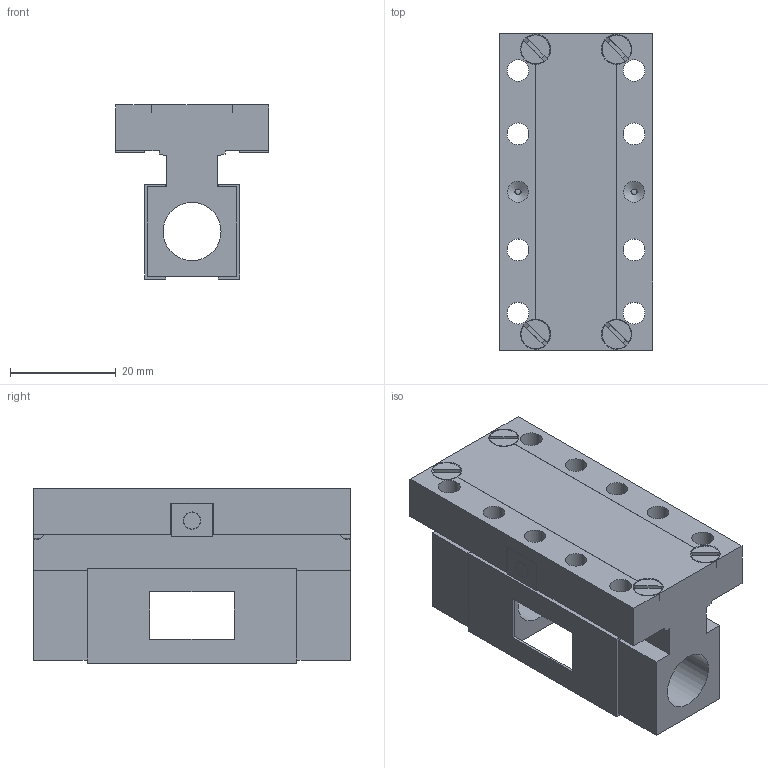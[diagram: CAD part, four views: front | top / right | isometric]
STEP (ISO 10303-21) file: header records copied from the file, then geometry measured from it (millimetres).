
FILE_DESCRIPTION(/* description */ ('Unknown'),/* implementation_level */ '2;1');
FILE_NAME(/* name */ 'A-0000185-Schlitten30-60lg',/* time_stamp */ '2020-04-02T16:57:09+02:00',/* author */ ('Unknown'),/* organization */ ('Unknown'),/* preprocessor_version */ 'ST-DEVELOPER v16.7',/* originating_system */ 'Solid Edge',/* authorisation */ 'Unknown');
FILE_SCHEMA (('AUTOMOTIVE_DESIGN {1 0 10303 214 3 1 1}'));
Length unit declared in the file: millimetre
Products named in the file (1): A-0000185-Schlitten30-60lg-dy
Bounding box: 29.02 x 60 x 33 mm (x, y, z)
Volume: 27374.9 mm3; surface area: 13290.5 mm2
Topology: 1 solids, 5 shells, 217 faces, 635 edges, 423 vertices
Faces by surface type: plane 149, cylinder 45, cone 23
Full cylindrical faces by diameter (mm): 4 x4, 4.134 x8, 4.5 x1, 11 x2
Entity records: 8554 total; most frequent: CARTESIAN_POINT 1396, ORIENTED_EDGE 1176, DIRECTION 1110, EDGE_CURVE 588, LINE 418, VECTOR 418, VERTEX_POINT 402, AXIS2_PLACEMENT_3D 346
